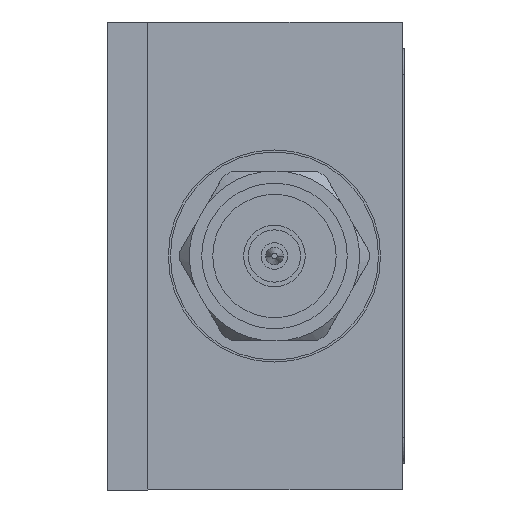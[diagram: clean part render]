
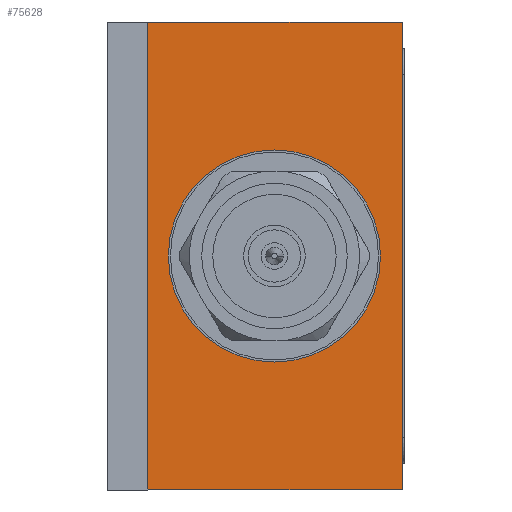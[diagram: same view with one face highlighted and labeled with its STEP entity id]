
A CAD part, left-side view. The second image highlights one B-rep face of the part: STEP entity #75628.
In plain terms, the highlighted face is planar.
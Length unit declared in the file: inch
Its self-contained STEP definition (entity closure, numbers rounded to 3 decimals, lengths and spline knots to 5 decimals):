
#1705 = DIRECTION ( 'NONE',  ( 0., 0., -1. ) ) ;
#3389 = AXIS2_PLACEMENT_3D ( 'NONE', #40936, #107279, #57897 ) ;
#4087 = CIRCLE ( 'NONE', #64926, 0.51 ) ;
#4255 = CARTESIAN_POINT ( 'NONE',  ( 5.02728, -0.60317, 0. ) ) ;
#4896 = EDGE_CURVE ( 'NONE', #21057, #40002, #4087, .T. ) ;
#4962 = AXIS2_PLACEMENT_3D ( 'NONE', #71415, #54574, #77410 ) ;
#10016 = VERTEX_POINT ( 'NONE', #70286 ) ;
#11085 = PLANE ( 'NONE',  #4962 ) ;
#12774 = EDGE_CURVE ( 'NONE', #40002, #21057, #76085, .T. ) ;
#13432 = DIRECTION ( 'NONE',  ( 0., 0., -1. ) ) ;
#14157 = CARTESIAN_POINT ( 'NONE',  ( 5.02728, -0.60317, 1.23 ) ) ;
#15968 = VECTOR ( 'NONE', #98181, 39.37008 ) ;
#18856 = EDGE_LOOP ( 'NONE', ( #36893, #58494, #28729, #39050 ) ) ;
#20476 = CARTESIAN_POINT ( 'NONE',  ( 5.02728, -1.72817, 0.105 ) ) ;
#21057 = VERTEX_POINT ( 'NONE', #20476 ) ;
#22317 = LINE ( 'NONE', #14157, #46511 ) ;
#23723 = CARTESIAN_POINT ( 'NONE',  ( 5.02728, -2.85317, 1.23 ) ) ;
#27206 = DIRECTION ( 'NONE',  ( 1., 0., 0. ) ) ;
#28729 = ORIENTED_EDGE ( 'NONE', *, *, #65671, .F. ) ;
#30025 = FACE_BOUND ( 'NONE', #76068, .T. ) ;
#36893 = ORIENTED_EDGE ( 'NONE', *, *, #61505, .T. ) ;
#39050 = ORIENTED_EDGE ( 'NONE', *, *, #104800, .T. ) ;
#39421 = CARTESIAN_POINT ( 'NONE',  ( 5.02728, -0.60317, 0. ) ) ;
#40002 = VERTEX_POINT ( 'NONE', #78965 ) ;
#40936 = CARTESIAN_POINT ( 'NONE',  ( 5.02728, -1.72817, 0.615 ) ) ;
#42310 = ORIENTED_EDGE ( 'NONE', *, *, #12774, .F. ) ;
#43561 = CARTESIAN_POINT ( 'NONE',  ( 5.02728, -0.60317, 1.23 ) ) ;
#46189 = VECTOR ( 'NONE', #76723, 39.37008 ) ;
#46511 = VECTOR ( 'NONE', #47330, 39.37008 ) ;
#47330 = DIRECTION ( 'NONE',  ( 0., 1., 0. ) ) ;
#48588 = EDGE_CURVE ( 'NONE', #10016, #95531, #67008, .T. ) ;
#54574 = DIRECTION ( 'NONE',  ( -1., 0., 0. ) ) ;
#57897 = DIRECTION ( 'NONE',  ( 0., 0., -1. ) ) ;
#58494 = ORIENTED_EDGE ( 'NONE', *, *, #48588, .F. ) ;
#60487 = VECTOR ( 'NONE', #13432, 39.37008 ) ;
#61247 = ORIENTED_EDGE ( 'NONE', *, *, #4896, .F. ) ;
#61505 = EDGE_CURVE ( 'NONE', #81050, #95531, #106822, .T. ) ;
#64926 = AXIS2_PLACEMENT_3D ( 'NONE', #77248, #27206, #1705 ) ;
#65671 = EDGE_CURVE ( 'NONE', #71374, #10016, #22317, .T. ) ;
#67008 = LINE ( 'NONE', #43561, #46189 ) ;
#70286 = CARTESIAN_POINT ( 'NONE',  ( 5.02728, -0.60317, 1.23 ) ) ;
#71374 = VERTEX_POINT ( 'NONE', #74250 ) ;
#71415 = CARTESIAN_POINT ( 'NONE',  ( 5.02728, -0.60317, 1.23 ) ) ;
#71702 = CARTESIAN_POINT ( 'NONE',  ( 5.02728, -2.85317, 0. ) ) ;
#74250 = CARTESIAN_POINT ( 'NONE',  ( 5.02728, -2.85317, 1.23 ) ) ;
#75628 = ADVANCED_FACE ( 'NONE', ( #30025, #103491 ), #11085, .F. ) ;
#76068 = EDGE_LOOP ( 'NONE', ( #61247, #42310 ) ) ;
#76085 = CIRCLE ( 'NONE', #3389, 0.51 ) ;
#76723 = DIRECTION ( 'NONE',  ( 0., 0., -1. ) ) ;
#77248 = CARTESIAN_POINT ( 'NONE',  ( 5.02728, -1.72817, 0.615 ) ) ;
#77410 = DIRECTION ( 'NONE',  ( 0., 0., 1. ) ) ;
#78965 = CARTESIAN_POINT ( 'NONE',  ( 5.02728, -1.72817, 1.125 ) ) ;
#81050 = VERTEX_POINT ( 'NONE', #71702 ) ;
#89542 = LINE ( 'NONE', #23723, #60487 ) ;
#95531 = VERTEX_POINT ( 'NONE', #4255 ) ;
#98181 = DIRECTION ( 'NONE',  ( 0., 1., 0. ) ) ;
#103491 = FACE_OUTER_BOUND ( 'NONE', #18856, .T. ) ;
#104800 = EDGE_CURVE ( 'NONE', #71374, #81050, #89542, .T. ) ;
#106822 = LINE ( 'NONE', #39421, #15968 ) ;
#107279 = DIRECTION ( 'NONE',  ( 1., 0., 0. ) ) ;
